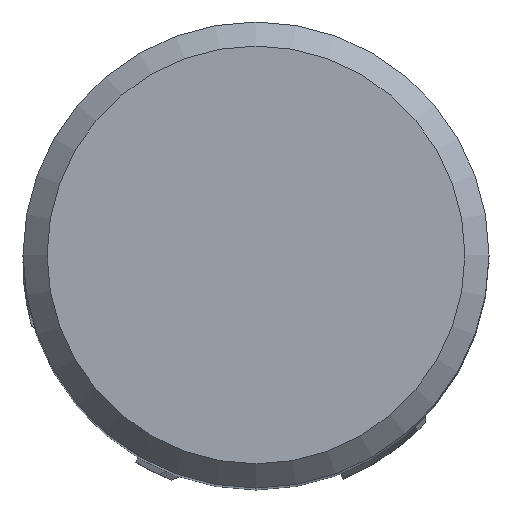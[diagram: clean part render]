
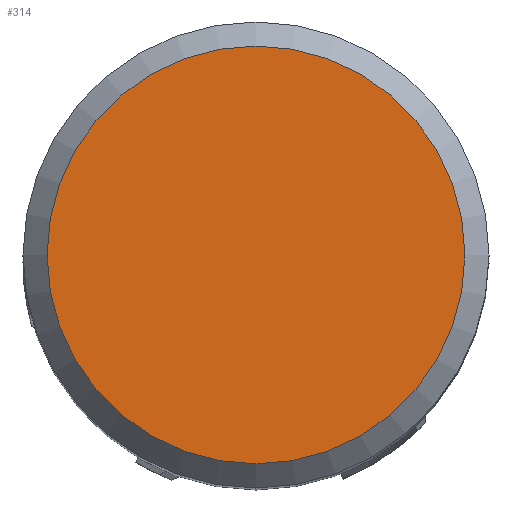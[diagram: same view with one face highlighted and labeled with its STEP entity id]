
A CAD part, top view. The second image highlights one B-rep face of the part: STEP entity #314.
In plain terms, the highlighted planar face has unit normal (0, 0, 1).
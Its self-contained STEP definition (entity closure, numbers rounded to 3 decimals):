
#132=PLANE('',#1246);
#314=ADVANCED_FACE('',(#403),#132,.T.);
#403=FACE_OUTER_BOUND('',#463,.T.);
#463=EDGE_LOOP('',(#830));
#537=CIRCLE('',#1245,8.965);
#830=ORIENTED_EDGE('',*,*,#1106,.T.);
#951=VERTEX_POINT('',#2180);
#1106=EDGE_CURVE('',#951,#951,#537,.T.);
#1245=AXIS2_PLACEMENT_3D('',#2179,#1504,#1505);
#1246=AXIS2_PLACEMENT_3D('',#2181,#1506,#1507);
#1504=DIRECTION('',(0.,0.,1.));
#1505=DIRECTION('',(1.,0.,0.));
#1506=DIRECTION('',(0.,0.,1.));
#1507=DIRECTION('',(1.,0.,0.));
#2179=CARTESIAN_POINT('',(0.,0.,50.));
#2180=CARTESIAN_POINT('',(8.965,0.,50.));
#2181=CARTESIAN_POINT('',(0.,0.,50.));
